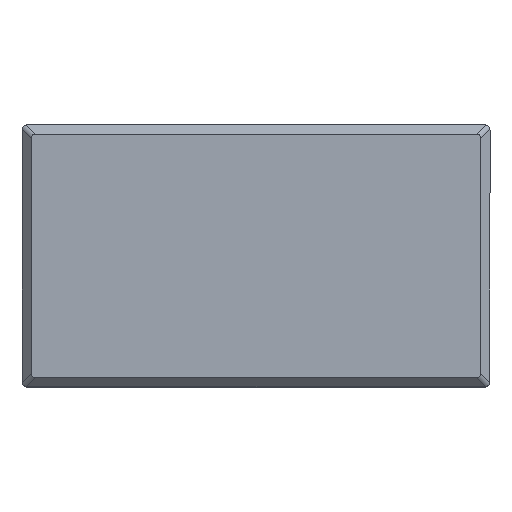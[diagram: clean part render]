
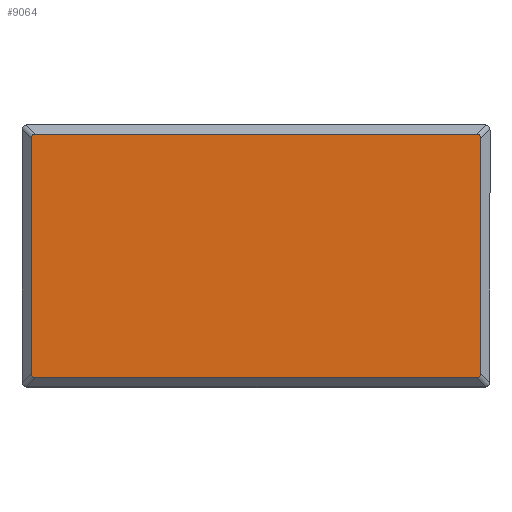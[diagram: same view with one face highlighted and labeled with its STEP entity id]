
A CAD part, top view. The second image highlights one B-rep face of the part: STEP entity #9064.
In plain terms, the highlighted face is planar.
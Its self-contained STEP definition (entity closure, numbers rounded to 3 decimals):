
#157=ELLIPSE('',#10136,2.598,1.5);
#165=ELLIPSE('',#10150,2.598,1.5);
#167=ELLIPSE('',#10155,2.598,1.5);
#168=ELLIPSE('',#10156,2.598,1.5);
#1541=FACE_OUTER_BOUND('',#2161,.T.);
#2161=EDGE_LOOP('',(#8168,#8169,#8170,#8171,#8172,#8173,#8174,#8175));
#2874=LINE('',#15663,#3582);
#2882=LINE('',#15689,#3590);
#2884=LINE('',#15697,#3592);
#2885=LINE('',#15699,#3593);
#3582=VECTOR('',#12951,10.);
#3590=VECTOR('',#12979,10.);
#3592=VECTOR('',#12987,10.);
#3593=VECTOR('',#12990,10.);
#4401=VERTEX_POINT('',#15642);
#4402=VERTEX_POINT('',#15644);
#4408=VERTEX_POINT('',#15661);
#4413=VERTEX_POINT('',#15678);
#4414=VERTEX_POINT('',#15680);
#4416=VERTEX_POINT('',#15688);
#4418=VERTEX_POINT('',#15694);
#4419=VERTEX_POINT('',#15696);
#5657=EDGE_CURVE('',#4401,#4402,#157,.T.);
#5667=EDGE_CURVE('',#4408,#4401,#2874,.T.);
#5675=EDGE_CURVE('',#4413,#4414,#165,.T.);
#5679=EDGE_CURVE('',#4414,#4416,#2882,.T.);
#5682=EDGE_CURVE('',#4418,#4408,#167,.T.);
#5683=EDGE_CURVE('',#4419,#4418,#2884,.T.);
#5684=EDGE_CURVE('',#4416,#4419,#168,.T.);
#5685=EDGE_CURVE('',#4402,#4413,#2885,.T.);
#8168=ORIENTED_EDGE('',*,*,#5657,.F.);
#8169=ORIENTED_EDGE('',*,*,#5667,.F.);
#8170=ORIENTED_EDGE('',*,*,#5682,.F.);
#8171=ORIENTED_EDGE('',*,*,#5683,.F.);
#8172=ORIENTED_EDGE('',*,*,#5684,.F.);
#8173=ORIENTED_EDGE('',*,*,#5679,.F.);
#8174=ORIENTED_EDGE('',*,*,#5675,.F.);
#8175=ORIENTED_EDGE('',*,*,#5685,.F.);
#8554=PLANE('',#10154);
#9064=ADVANCED_FACE('',(#1541),#8554,.T.);
#10136=AXIS2_PLACEMENT_3D('',#15645,#12932,#12933);
#10150=AXIS2_PLACEMENT_3D('',#15681,#12970,#12971);
#10154=AXIS2_PLACEMENT_3D('',#15693,#12983,#12984);
#10155=AXIS2_PLACEMENT_3D('',#15695,#12985,#12986);
#10156=AXIS2_PLACEMENT_3D('',#15698,#12988,#12989);
#12932=DIRECTION('center_axis',(0.,0.,1.));
#12933=DIRECTION('ref_axis',(-0.707,-0.707,0.));
#12951=DIRECTION('',(0.,-1.,0.));
#12970=DIRECTION('center_axis',(0.,0.,1.));
#12971=DIRECTION('ref_axis',(0.707,-0.707,0.));
#12979=DIRECTION('',(0.,1.,0.));
#12983=DIRECTION('center_axis',(0.,0.,-1.));
#12984=DIRECTION('ref_axis',(-1.,0.,0.));
#12985=DIRECTION('center_axis',(0.,0.,1.));
#12986=DIRECTION('ref_axis',(-0.707,0.707,0.));
#12987=DIRECTION('',(-1.,0.,0.));
#12988=DIRECTION('center_axis',(0.,0.,1.));
#12989=DIRECTION('ref_axis',(0.707,0.707,0.));
#12990=DIRECTION('',(1.,0.,0.));
#15642=CARTESIAN_POINT('',(-60.,-31.439,-25.));
#15644=CARTESIAN_POINT('',(-58.939,-32.5,-25.));
#15645=CARTESIAN_POINT('Origin',(-57.879,-30.379,-25.));
#15661=CARTESIAN_POINT('',(-60.,31.439,-25.));
#15663=CARTESIAN_POINT('',(-60.,-17.5,-25.));
#15678=CARTESIAN_POINT('',(58.939,-32.5,-25.));
#15680=CARTESIAN_POINT('',(60.,-31.439,-25.));
#15681=CARTESIAN_POINT('Origin',(57.879,-30.379,-25.));
#15688=CARTESIAN_POINT('',(60.,31.439,-25.));
#15689=CARTESIAN_POINT('',(60.,17.5,-25.));
#15693=CARTESIAN_POINT('Origin',(0.,0.,-25.));
#15694=CARTESIAN_POINT('',(-58.939,32.5,-25.));
#15695=CARTESIAN_POINT('Origin',(-57.879,30.379,-25.));
#15696=CARTESIAN_POINT('',(58.939,32.5,-25.));
#15697=CARTESIAN_POINT('',(-31.25,32.5,-25.));
#15698=CARTESIAN_POINT('Origin',(57.879,30.379,-25.));
#15699=CARTESIAN_POINT('',(31.25,-32.5,-25.));
